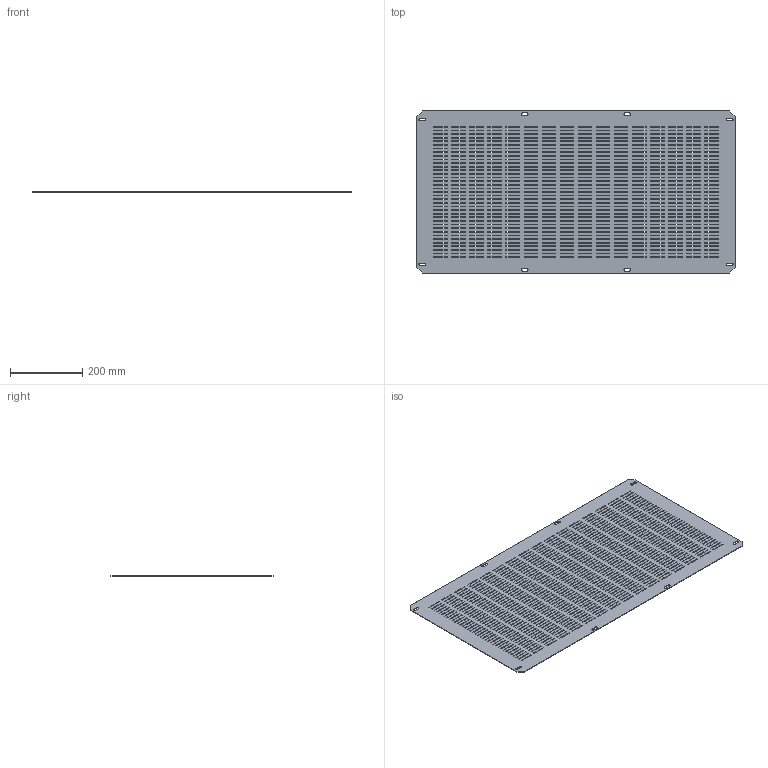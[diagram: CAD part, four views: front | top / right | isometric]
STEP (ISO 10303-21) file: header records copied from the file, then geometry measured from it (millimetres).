
FILE_DESCRIPTION (( 'STEP AP214' ), '1' );
FILE_NAME ('FO-00-FBV-060-100 FORMAT Ôëàíåö îñíîâàíèÿ âåíòèëèðóåìûé â øêàô 600õ1000 IEK.STEP', '2024-06-24T12:09:58', ( '' ), ( '' ), 'SwSTEP 2.0', 'SolidWorks 2022', '' );
FILE_SCHEMA (( 'AUTOMOTIVE_DESIGN' ));
Length unit declared in the file: millimetre
Products named in the file (1): FO-00-FBV-060-100 FORMAT Фланец основания вентилируемый в шкаф 600х1000 IEK
Bounding box: 880 x 448 x 1.5 mm (x, y, z)
Volume: 522615.2 mm3; surface area: 771455.4 mm2
Topology: 1 solids, 1 shells, 2418 faces, 7248 edges, 4832 vertices
Faces by surface type: plane 2394, cylinder 24
Entity records: 82234 total; most frequent: CARTESIAN_POINT 14499, ORIENTED_EDGE 14496, DIRECTION 12134, EDGE_CURVE 7248, LINE 7200, VECTOR 7200, VERTEX_POINT 4832, EDGE_LOOP 3618
